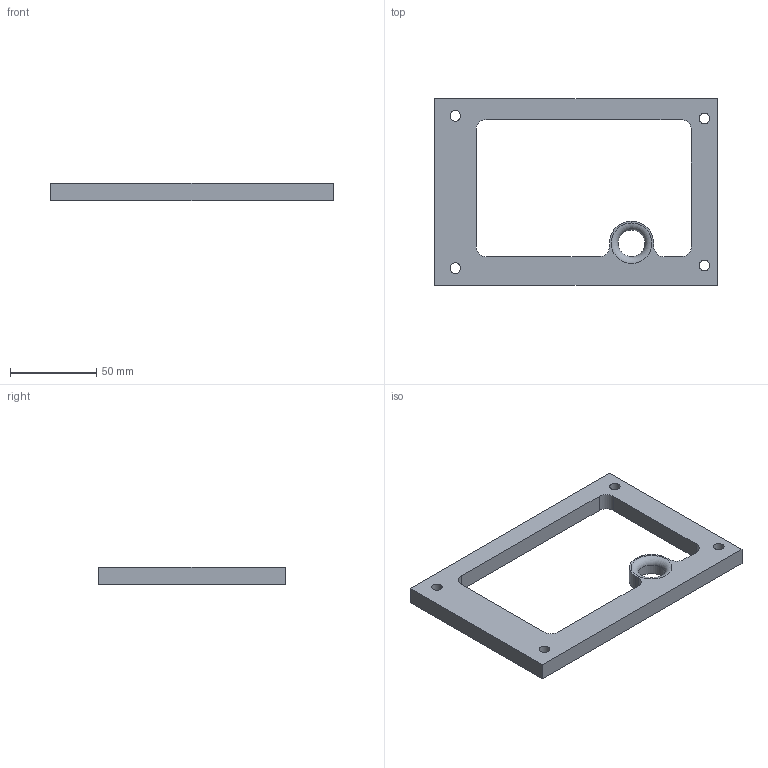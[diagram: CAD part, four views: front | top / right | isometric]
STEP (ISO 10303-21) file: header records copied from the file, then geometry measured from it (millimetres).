
FILE_DESCRIPTION(/* description */ ('STEP AP242','CAx-IF Rec.Pracs.---Representation and Presentation of Product Manufacturing Information (PMI)---4.0---2014-10-13','CAx-IF Rec.Pracs.---3D Tessellated Geometry---0.4---2014-09-14','2;1'),/* implementation_level */ '2;1');
FILE_NAME(/* name */ '65a0c7aaf8c48951a29cbcb0',/* time_stamp */ '2024-01-12T05:01:30Z',/* author */ (''),/* organization */ (''),/* preprocessor_version */ 'ST-DEVELOPER v19.4',/* originating_system */ ' ',/* authorisation */ ' ');
FILE_SCHEMA (('AP242_MANAGED_MODEL_BASED_3D_ENGINEERING_MIM_LF { 1 0 10303 442 1 1 4 }'));
Length unit declared in the file: metre
Products named in the file (1): Frame
Bounding box: 163.5 x 108 x 10 mm (x, y, z)
Volume: 78681.8 mm3; surface area: 27036.6 mm2
Topology: 1 solids, 1 shells, 56 faces, 149 edges, 99 vertices
Faces by surface type: plane 42, cylinder 13, torus 1
Full cylindrical faces by diameter (mm): 6.1 x4, 15.5 x1
Entity records: 1748 total; most frequent: CARTESIAN_POINT 299, ORIENTED_EDGE 286, DIRECTION 284, EDGE_CURVE 143, LINE 116, VECTOR 116, VERTEX_POINT 99, AXIS2_PLACEMENT_3D 84
